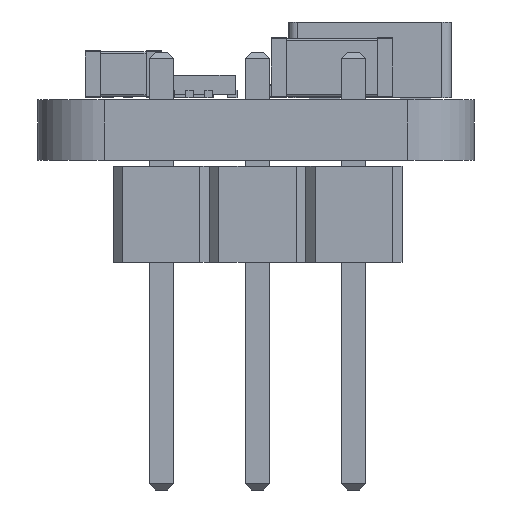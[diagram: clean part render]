
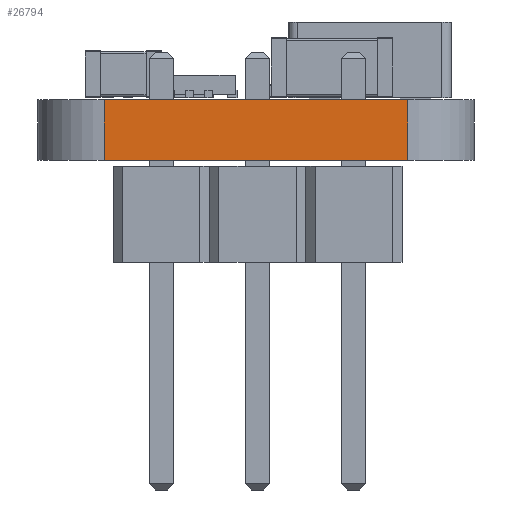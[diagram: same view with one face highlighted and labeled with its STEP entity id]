
A CAD part, front view. The second image highlights one B-rep face of the part: STEP entity #26794.
In plain terms, the highlighted planar face has unit normal (0, -1, 0).
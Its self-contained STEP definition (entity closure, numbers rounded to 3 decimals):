
#26794 = ADVANCED_FACE('',(#26795),#26809,.F.);
#26795 = FACE_BOUND('',#26796,.F.);
#26796 = EDGE_LOOP('',(#26797,#26832,#26860,#26888));
#26797 = ORIENTED_EDGE('',*,*,#26798,.T.);
#26798 = EDGE_CURVE('',#26799,#26801,#26803,.T.);
#26799 = VERTEX_POINT('',#26800);
#26800 = CARTESIAN_POINT('',(181.25,-56.5,0.));
#26801 = VERTEX_POINT('',#26802);
#26802 = CARTESIAN_POINT('',(181.25,-56.5,1.6));
#26803 = SURFACE_CURVE('',#26804,(#26808,#26820),.PCURVE_S1.);
#26804 = LINE('',#26805,#26806);
#26805 = CARTESIAN_POINT('',(181.25,-56.5,0.));
#26806 = VECTOR('',#26807,1.);
#26807 = DIRECTION('',(0.,0.,1.));
#26808 = PCURVE('',#26809,#26814);
#26809 = PLANE('',#26810);
#26810 = AXIS2_PLACEMENT_3D('',#26811,#26812,#26813);
#26811 = CARTESIAN_POINT('',(181.25,-56.5,0.));
#26812 = DIRECTION('',(0.,1.,0.));
#26813 = DIRECTION('',(1.,0.,0.));
#26814 = DEFINITIONAL_REPRESENTATION('',(#26815),#26819);
#26815 = LINE('',#26816,#26817);
#26816 = CARTESIAN_POINT('',(0.,0.));
#26817 = VECTOR('',#26818,1.);
#26818 = DIRECTION('',(0.,-1.));
#26819 = ( GEOMETRIC_REPRESENTATION_CONTEXT(2) 
PARAMETRIC_REPRESENTATION_CONTEXT() REPRESENTATION_CONTEXT('2D SPACE',''
  ) );
#26820 = PCURVE('',#26821,#26826);
#26821 = CYLINDRICAL_SURFACE('',#26822,1.75);
#26822 = AXIS2_PLACEMENT_3D('',#26823,#26824,#26825);
#26823 = CARTESIAN_POINT('',(181.25,-54.75,0.));
#26824 = DIRECTION('',(0.,0.,-1.));
#26825 = DIRECTION('',(1.,0.,0.));
#26826 = DEFINITIONAL_REPRESENTATION('',(#26827),#26831);
#26827 = LINE('',#26828,#26829);
#26828 = CARTESIAN_POINT('',(-4.712,0.));
#26829 = VECTOR('',#26830,1.);
#26830 = DIRECTION('',(0.,-1.));
#26831 = ( GEOMETRIC_REPRESENTATION_CONTEXT(2) 
PARAMETRIC_REPRESENTATION_CONTEXT() REPRESENTATION_CONTEXT('2D SPACE',''
  ) );
#26832 = ORIENTED_EDGE('',*,*,#26833,.T.);
#26833 = EDGE_CURVE('',#26801,#26834,#26836,.T.);
#26834 = VERTEX_POINT('',#26835);
#26835 = CARTESIAN_POINT('',(189.25,-56.5,1.6));
#26836 = SURFACE_CURVE('',#26837,(#26841,#26848),.PCURVE_S1.);
#26837 = LINE('',#26838,#26839);
#26838 = CARTESIAN_POINT('',(181.25,-56.5,1.6));
#26839 = VECTOR('',#26840,1.);
#26840 = DIRECTION('',(1.,0.,0.));
#26841 = PCURVE('',#26809,#26842);
#26842 = DEFINITIONAL_REPRESENTATION('',(#26843),#26847);
#26843 = LINE('',#26844,#26845);
#26844 = CARTESIAN_POINT('',(0.,-1.6));
#26845 = VECTOR('',#26846,1.);
#26846 = DIRECTION('',(1.,0.));
#26847 = ( GEOMETRIC_REPRESENTATION_CONTEXT(2) 
PARAMETRIC_REPRESENTATION_CONTEXT() REPRESENTATION_CONTEXT('2D SPACE',''
  ) );
#26848 = PCURVE('',#26849,#26854);
#26849 = PLANE('',#26850);
#26850 = AXIS2_PLACEMENT_3D('',#26851,#26852,#26853);
#26851 = CARTESIAN_POINT('',(185.25,-48.875,1.6));
#26852 = DIRECTION('',(0.,0.,1.));
#26853 = DIRECTION('',(1.,0.,0.));
#26854 = DEFINITIONAL_REPRESENTATION('',(#26855),#26859);
#26855 = LINE('',#26856,#26857);
#26856 = CARTESIAN_POINT('',(-4.,-7.625));
#26857 = VECTOR('',#26858,1.);
#26858 = DIRECTION('',(1.,0.));
#26859 = ( GEOMETRIC_REPRESENTATION_CONTEXT(2) 
PARAMETRIC_REPRESENTATION_CONTEXT() REPRESENTATION_CONTEXT('2D SPACE',''
  ) );
#26860 = ORIENTED_EDGE('',*,*,#26861,.F.);
#26861 = EDGE_CURVE('',#26862,#26834,#26864,.T.);
#26862 = VERTEX_POINT('',#26863);
#26863 = CARTESIAN_POINT('',(189.25,-56.5,0.));
#26864 = SURFACE_CURVE('',#26865,(#26869,#26876),.PCURVE_S1.);
#26865 = LINE('',#26866,#26867);
#26866 = CARTESIAN_POINT('',(189.25,-56.5,0.));
#26867 = VECTOR('',#26868,1.);
#26868 = DIRECTION('',(0.,0.,1.));
#26869 = PCURVE('',#26809,#26870);
#26870 = DEFINITIONAL_REPRESENTATION('',(#26871),#26875);
#26871 = LINE('',#26872,#26873);
#26872 = CARTESIAN_POINT('',(8.,0.));
#26873 = VECTOR('',#26874,1.);
#26874 = DIRECTION('',(0.,-1.));
#26875 = ( GEOMETRIC_REPRESENTATION_CONTEXT(2) 
PARAMETRIC_REPRESENTATION_CONTEXT() REPRESENTATION_CONTEXT('2D SPACE',''
  ) );
#26876 = PCURVE('',#26877,#26882);
#26877 = CYLINDRICAL_SURFACE('',#26878,1.75);
#26878 = AXIS2_PLACEMENT_3D('',#26879,#26880,#26881);
#26879 = CARTESIAN_POINT('',(189.25,-54.75,0.));
#26880 = DIRECTION('',(0.,0.,-1.));
#26881 = DIRECTION('',(1.,0.,0.));
#26882 = DEFINITIONAL_REPRESENTATION('',(#26883),#26887);
#26883 = LINE('',#26884,#26885);
#26884 = CARTESIAN_POINT('',(-4.712,0.));
#26885 = VECTOR('',#26886,1.);
#26886 = DIRECTION('',(0.,-1.));
#26887 = ( GEOMETRIC_REPRESENTATION_CONTEXT(2) 
PARAMETRIC_REPRESENTATION_CONTEXT() REPRESENTATION_CONTEXT('2D SPACE',''
  ) );
#26888 = ORIENTED_EDGE('',*,*,#26889,.F.);
#26889 = EDGE_CURVE('',#26799,#26862,#26890,.T.);
#26890 = SURFACE_CURVE('',#26891,(#26895,#26902),.PCURVE_S1.);
#26891 = LINE('',#26892,#26893);
#26892 = CARTESIAN_POINT('',(181.25,-56.5,0.));
#26893 = VECTOR('',#26894,1.);
#26894 = DIRECTION('',(1.,0.,0.));
#26895 = PCURVE('',#26809,#26896);
#26896 = DEFINITIONAL_REPRESENTATION('',(#26897),#26901);
#26897 = LINE('',#26898,#26899);
#26898 = CARTESIAN_POINT('',(0.,0.));
#26899 = VECTOR('',#26900,1.);
#26900 = DIRECTION('',(1.,0.));
#26901 = ( GEOMETRIC_REPRESENTATION_CONTEXT(2) 
PARAMETRIC_REPRESENTATION_CONTEXT() REPRESENTATION_CONTEXT('2D SPACE',''
  ) );
#26902 = PCURVE('',#26903,#26908);
#26903 = PLANE('',#26904);
#26904 = AXIS2_PLACEMENT_3D('',#26905,#26906,#26907);
#26905 = CARTESIAN_POINT('',(185.25,-48.875,0.));
#26906 = DIRECTION('',(0.,0.,1.));
#26907 = DIRECTION('',(1.,0.,0.));
#26908 = DEFINITIONAL_REPRESENTATION('',(#26909),#26913);
#26909 = LINE('',#26910,#26911);
#26910 = CARTESIAN_POINT('',(-4.,-7.625));
#26911 = VECTOR('',#26912,1.);
#26912 = DIRECTION('',(1.,0.));
#26913 = ( GEOMETRIC_REPRESENTATION_CONTEXT(2) 
PARAMETRIC_REPRESENTATION_CONTEXT() REPRESENTATION_CONTEXT('2D SPACE',''
  ) );
